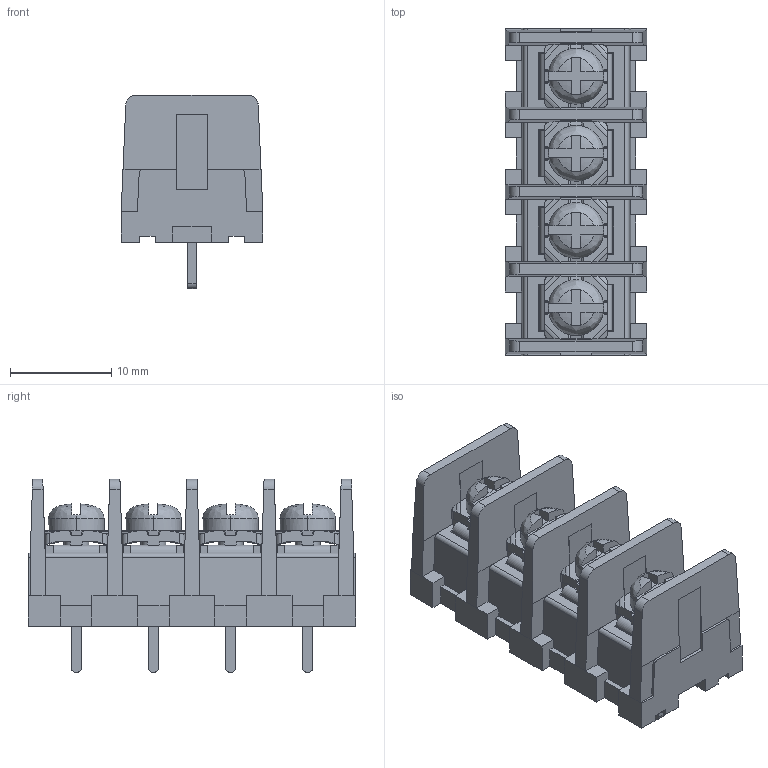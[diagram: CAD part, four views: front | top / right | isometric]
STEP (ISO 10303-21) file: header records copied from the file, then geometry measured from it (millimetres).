
FILE_DESCRIPTION (( 'STEP AP214' ), '1' );
FILE_NAME ('ML-40-S1BYF-4P_Shrinkwrap_1.STEP', '2018-01-24T05:43:36', ( '' ), ( '' ), 'SwSTEP 2.0', 'SolidWorks 2016', '' );
FILE_SCHEMA (( 'AUTOMOTIVE_DESIGN' ));
Length unit declared in the file: millimetre
Products named in the file (1): ML-40-S1BYF-4P_Shrinkwrap_1
Bounding box: 14 x 32.38 x 19.1 mm (x, y, z)
Volume: 3101.4 mm3; surface area: 5053.7 mm2
Topology: 9 solids, 9 shells, 1051 faces, 2870 edges, 1816 vertices
Faces by surface type: plane 673, cylinder 258, bspline 112, cone 8
Entity records: 38794 total; most frequent: CARTESIAN_POINT 11706, ORIENTED_EDGE 5740, DIRECTION 4638, EDGE_CURVE 2870, VECTOR 1974, LINE 1974, VERTEX_POINT 1816, AXIS2_PLACEMENT_3D 1332
